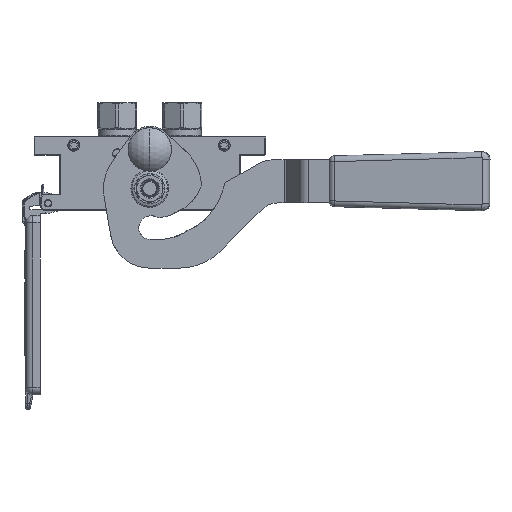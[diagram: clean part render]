
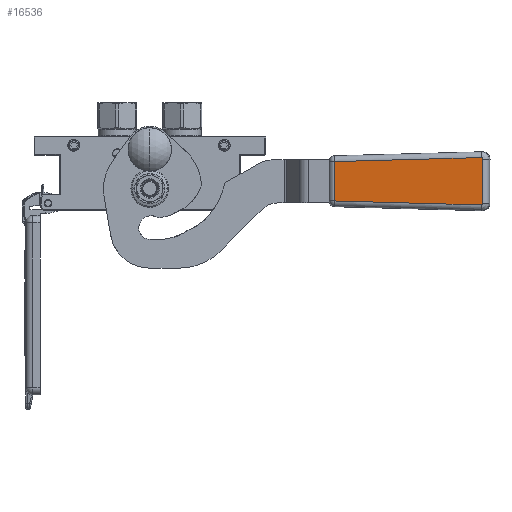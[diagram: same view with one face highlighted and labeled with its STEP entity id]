
A CAD part, front view. The second image highlights one B-rep face of the part: STEP entity #16536.
In plain terms, the highlighted face is planar.
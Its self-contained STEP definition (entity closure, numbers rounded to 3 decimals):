
#109 = ORIENTED_EDGE ( 'NONE', *, *, #6784, .F. ) ;
#3416 = CARTESIAN_POINT ( 'NONE',  ( 16.301, 0.063, -4.688 ) ) ;
#4920 = CARTESIAN_POINT ( 'NONE',  ( -15.43, 0.055, -4.054 ) ) ;
#5895 = ORIENTED_EDGE ( 'NONE', *, *, #25192, .F. ) ;
#6784 = EDGE_CURVE ( 'NONE', #67214, #70985, #86814, .T. ) ;
#9319 = CARTESIAN_POINT ( 'NONE',  ( 16.363, 0.069, -5.081 ) ) ;
#10555 = DIRECTION ( 'NONE',  ( -0.027, 0.014, -1. ) ) ;
#12106 = CARTESIAN_POINT ( 'NONE',  ( -16.355, 0.066, -4.882 ) ) ;
#14753 = CARTESIAN_POINT ( 'NONE',  ( -13.607, 1.447, -107.054 ) ) ;
#15429 = CARTESIAN_POINT ( 'NONE',  ( -15.363, 0.055, -4.054 ) ) ;
#16536 = ADVANCED_FACE ( 'NONE', ( #30251 ), #59902, .F. ) ;
#16643 = CARTESIAN_POINT ( 'NONE',  ( 13.607, 1.447, -107.054 ) ) ;
#18103 = CARTESIAN_POINT ( 'NONE',  ( 16.084, 0.059, -4.352 ) ) ;
#19605 = CARTESIAN_POINT ( 'NONE',  ( -16.363, 0.069, -5.081 ) ) ;
#19626 = EDGE_CURVE ( 'NONE', #70985, #27873, #93085, .T. ) ;
#25192 = EDGE_CURVE ( 'NONE', #85996, #43797, #71563, .T. ) ;
#26763 = CARTESIAN_POINT ( 'NONE',  ( -16.364, 0.068, -5.014 ) ) ;
#27076 = CARTESIAN_POINT ( 'NONE',  ( -16.084, 0.059, -4.352 ) ) ;
#27873 = VERTEX_POINT ( 'NONE', #87319 ) ;
#29545 = VECTOR ( 'NONE', #95467, 1000. ) ;
#30251 = FACE_OUTER_BOUND ( 'NONE', #66748, .T. ) ;
#31834 = CARTESIAN_POINT ( 'NONE',  ( 16.363, 0.069, -5.081 ) ) ;
#32190 = VERTEX_POINT ( 'NONE', #16643 ) ;
#36996 = LINE ( 'NONE', #15429, #48646 ) ;
#39958 = CARTESIAN_POINT ( 'NONE',  ( 15.43, 0.055, -4.054 ) ) ;
#40283 = CARTESIAN_POINT ( 'NONE',  ( 16.355, 0.066, -4.882 ) ) ;
#40597 = CARTESIAN_POINT ( 'NONE',  ( 15.363, 0.055, -4.054 ) ) ;
#40863 = CARTESIAN_POINT ( 'NONE',  ( 16.363, 0.069, -5.081 ) ) ;
#42091 = CARTESIAN_POINT ( 'NONE',  ( -15.931, 0.057, -4.223 ) ) ;
#42490 = ORIENTED_EDGE ( 'NONE', *, *, #70380, .F. ) ;
#43797 = VERTEX_POINT ( 'NONE', #9319 ) ;
#48065 = CARTESIAN_POINT ( 'NONE',  ( 15.754, 0.056, -4.127 ) ) ;
#48366 = ORIENTED_EDGE ( 'NONE', *, *, #19626, .F. ) ;
#48605 = CARTESIAN_POINT ( 'NONE',  ( -16.301, 0.063, -4.688 ) ) ;
#48646 = VECTOR ( 'NONE', #84085, 1000. ) ;
#49532 = AXIS2_PLACEMENT_3D ( 'NONE', #90792, #75506, #67718 ) ;
#49557 = CARTESIAN_POINT ( 'NONE',  ( -15.562, 0.055, -4.067 ) ) ;
#49576 = VECTOR ( 'NONE', #66826, 1000. ) ;
#51041 = VECTOR ( 'NONE', #10555, 1000. ) ;
#57010 = CARTESIAN_POINT ( 'NONE',  ( -15.363, 0.055, -4.054 ) ) ;
#59902 = PLANE ( 'NONE',  #49532 ) ;
#59904 = EDGE_CURVE ( 'NONE', #43797, #32190, #87046, .T. ) ;
#63030 = CARTESIAN_POINT ( 'NONE',  ( 16.364, 0.068, -5.014 ) ) ;
#66748 = EDGE_LOOP ( 'NONE', ( #42490, #85824, #5895, #76218, #48366, #109 ) ) ;
#66826 = DIRECTION ( 'NONE',  ( -0.027, -0.014, 1. ) ) ;
#67214 = VERTEX_POINT ( 'NONE', #91694 ) ;
#67718 = DIRECTION ( 'NONE',  ( 0., -0.014, 1. ) ) ;
#69870 = CARTESIAN_POINT ( 'NONE',  ( 16.209, 0.061, -4.509 ) ) ;
#70380 = EDGE_CURVE ( 'NONE', #32190, #67214, #87713, .T. ) ;
#70985 = VERTEX_POINT ( 'NONE', #71950 ) ;
#71563 = B_SPLINE_CURVE_WITH_KNOTS ( 'NONE', 3,
 ( #40597, #39958, #84537, #48065, #85165, #18103, #69870, #3416, #40283, #63030, #31834 ),
 .UNSPECIFIED., .F., .F.,
 ( 4, 1, 1, 1, 1, 1, 1, 1, 4 ),
 ( 0., 0.125, 0.25, 0.375, 0.5, 0.625, 0.75, 0.875, 1. ),
 .UNSPECIFIED. ) ;
#71688 = CARTESIAN_POINT ( 'NONE',  ( -16.209, 0.061, -4.509 ) ) ;
#71950 = CARTESIAN_POINT ( 'NONE',  ( -16.363, 0.069, -5.081 ) ) ;
#73793 = CARTESIAN_POINT ( 'NONE',  ( 15.363, 0.055, -4.054 ) ) ;
#75506 = DIRECTION ( 'NONE',  ( 0., 1., 0.014 ) ) ;
#76218 = ORIENTED_EDGE ( 'NONE', *, *, #82601, .F. ) ;
#80578 = CARTESIAN_POINT ( 'NONE',  ( 13.607, 1.447, -107.054 ) ) ;
#82601 = EDGE_CURVE ( 'NONE', #27873, #85996, #36996, .T. ) ;
#84085 = DIRECTION ( 'NONE',  ( 1., 0., 0. ) ) ;
#84537 = CARTESIAN_POINT ( 'NONE',  ( 15.562, 0.055, -4.067 ) ) ;
#85165 = CARTESIAN_POINT ( 'NONE',  ( 15.931, 0.057, -4.223 ) ) ;
#85824 = ORIENTED_EDGE ( 'NONE', *, *, #59904, .F. ) ;
#85996 = VERTEX_POINT ( 'NONE', #73793 ) ;
#86814 = LINE ( 'NONE', #14753, #49576 ) ;
#87046 = LINE ( 'NONE', #40863, #51041 ) ;
#87319 = CARTESIAN_POINT ( 'NONE',  ( -15.363, 0.055, -4.054 ) ) ;
#87713 = LINE ( 'NONE', #80578, #29545 ) ;
#90792 = CARTESIAN_POINT ( 'NONE',  ( 50., 1.5, -111. ) ) ;
#91694 = CARTESIAN_POINT ( 'NONE',  ( -13.607, 1.447, -107.054 ) ) ;
#93085 = B_SPLINE_CURVE_WITH_KNOTS ( 'NONE', 3,
 ( #19605, #26763, #12106, #48605, #71688, #27076, #42091, #94092, #49557, #4920, #57010 ),
 .UNSPECIFIED., .F., .F.,
 ( 4, 1, 1, 1, 1, 1, 1, 1, 4 ),
 ( 0., 0.125, 0.25, 0.375, 0.5, 0.625, 0.75, 0.875, 1. ),
 .UNSPECIFIED. ) ;
#94092 = CARTESIAN_POINT ( 'NONE',  ( -15.754, 0.056, -4.127 ) ) ;
#95467 = DIRECTION ( 'NONE',  ( -1., 0., 0. ) ) ;
